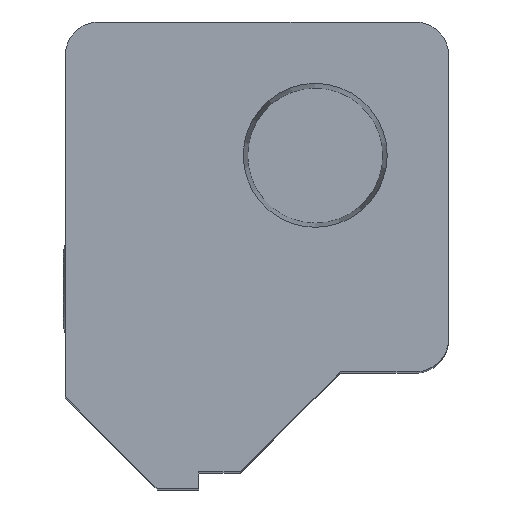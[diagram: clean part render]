
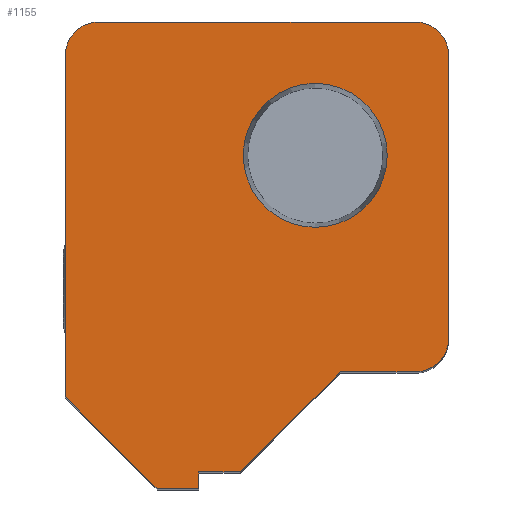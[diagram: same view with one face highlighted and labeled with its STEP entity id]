
A CAD part, top view. The second image highlights one B-rep face of the part: STEP entity #1155.
In plain terms, the highlighted planar face has unit normal (0, 0, 1).
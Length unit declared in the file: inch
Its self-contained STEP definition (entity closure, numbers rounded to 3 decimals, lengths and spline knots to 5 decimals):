
#53=FACE_BOUND('',#213,.T.);
#82=PLANE('',#1296);
#138=FACE_OUTER_BOUND('',#212,.T.);
#212=EDGE_LOOP('',(#945,#946,#947,#948,#949,#950,#951,#952,#953,#954,#955,
#956));
#213=EDGE_LOOP('',(#957,#958));
#252=LINE('',#1787,#326);
#259=LINE('',#1828,#333);
#262=LINE('',#1834,#336);
#265=LINE('',#1839,#339);
#269=LINE('',#1854,#343);
#279=LINE('',#1910,#353);
#283=LINE('',#1917,#357);
#285=LINE('',#1921,#359);
#289=LINE('',#1935,#363);
#326=VECTOR('',#1426,0.3937);
#333=VECTOR('',#1469,0.3937);
#336=VECTOR('',#1474,0.3937);
#339=VECTOR('',#1479,0.3937);
#343=VECTOR('',#1495,0.3937);
#353=VECTOR('',#1557,0.3937);
#357=VECTOR('',#1563,0.3937);
#359=VECTOR('',#1567,0.3937);
#363=VECTOR('',#1585,0.3937);
#412=CIRCLE('',#1249,0.125);
#423=CIRCLE('',#1270,0.27);
#424=CIRCLE('',#1271,0.27);
#433=CIRCLE('',#1289,0.125);
#435=CIRCLE('',#1292,0.125);
#486=VERTEX_POINT('',#1784);
#487=VERTEX_POINT('',#1786);
#499=VERTEX_POINT('',#1818);
#500=VERTEX_POINT('',#1819);
#503=VERTEX_POINT('',#1827);
#505=VERTEX_POINT('',#1833);
#510=VERTEX_POINT('',#1852);
#511=VERTEX_POINT('',#1853);
#520=VERTEX_POINT('',#1877);
#521=VERTEX_POINT('',#1878);
#530=VERTEX_POINT('',#1908);
#531=VERTEX_POINT('',#1909);
#534=VERTEX_POINT('',#1920);
#536=VERTEX_POINT('',#1929);
#611=EDGE_CURVE('',#486,#487,#252,.T.);
#626=EDGE_CURVE('',#499,#500,#412,.T.);
#630=EDGE_CURVE('',#487,#503,#259,.T.);
#633=EDGE_CURVE('',#503,#505,#262,.T.);
#636=EDGE_CURVE('',#505,#499,#265,.T.);
#643=EDGE_CURVE('',#510,#511,#269,.T.);
#654=EDGE_CURVE('',#520,#521,#423,.T.);
#655=EDGE_CURVE('',#521,#520,#424,.T.);
#669=EDGE_CURVE('',#530,#531,#279,.T.);
#673=EDGE_CURVE('',#531,#486,#283,.T.);
#675=EDGE_CURVE('',#500,#534,#285,.T.);
#678=EDGE_CURVE('',#534,#510,#433,.T.);
#680=EDGE_CURVE('',#511,#536,#435,.T.);
#683=EDGE_CURVE('',#536,#530,#289,.T.);
#945=ORIENTED_EDGE('',*,*,#669,.F.);
#946=ORIENTED_EDGE('',*,*,#683,.F.);
#947=ORIENTED_EDGE('',*,*,#680,.F.);
#948=ORIENTED_EDGE('',*,*,#643,.F.);
#949=ORIENTED_EDGE('',*,*,#678,.F.);
#950=ORIENTED_EDGE('',*,*,#675,.F.);
#951=ORIENTED_EDGE('',*,*,#626,.F.);
#952=ORIENTED_EDGE('',*,*,#636,.F.);
#953=ORIENTED_EDGE('',*,*,#633,.F.);
#954=ORIENTED_EDGE('',*,*,#630,.F.);
#955=ORIENTED_EDGE('',*,*,#611,.F.);
#956=ORIENTED_EDGE('',*,*,#673,.F.);
#957=ORIENTED_EDGE('',*,*,#654,.T.);
#958=ORIENTED_EDGE('',*,*,#655,.T.);
#1155=ADVANCED_FACE('',(#138,#53),#82,.T.);
#1249=AXIS2_PLACEMENT_3D('',#1820,#1461,#1462);
#1270=AXIS2_PLACEMENT_3D('',#1879,#1520,#1521);
#1271=AXIS2_PLACEMENT_3D('',#1880,#1522,#1523);
#1289=AXIS2_PLACEMENT_3D('',#1926,#1572,#1573);
#1292=AXIS2_PLACEMENT_3D('',#1930,#1578,#1579);
#1296=AXIS2_PLACEMENT_3D('',#1938,#1589,#1590);
#1426=DIRECTION('',(0.,-1.,0.));
#1461=DIRECTION('center_axis',(0.,0.,-1.));
#1462=DIRECTION('ref_axis',(0.,-1.,0.));
#1469=DIRECTION('',(-1.,0.,0.));
#1474=DIRECTION('',(-0.707,0.707,0.));
#1479=DIRECTION('',(0.,1.,0.));
#1495=DIRECTION('',(0.,-1.,0.));
#1520=DIRECTION('center_axis',(0.,0.,-1.));
#1521=DIRECTION('ref_axis',(0.,1.,0.));
#1522=DIRECTION('center_axis',(0.,0.,-1.));
#1523=DIRECTION('ref_axis',(0.,1.,0.));
#1557=DIRECTION('',(-0.707,-0.707,0.));
#1563=DIRECTION('',(-1.,0.,0.));
#1567=DIRECTION('',(1.,0.,0.));
#1572=DIRECTION('center_axis',(0.,0.,-1.));
#1573=DIRECTION('ref_axis',(1.,0.,0.));
#1578=DIRECTION('center_axis',(0.,0.,-1.));
#1579=DIRECTION('ref_axis',(0.,-1.,0.));
#1585=DIRECTION('',(-1.,0.,0.));
#1589=DIRECTION('center_axis',(0.,0.,1.));
#1590=DIRECTION('ref_axis',(1.,0.,0.));
#1784=CARTESIAN_POINT('',(-0.03125,-0.375,3.));
#1786=CARTESIAN_POINT('',(-0.03125,-0.4375,3.));
#1787=CARTESIAN_POINT('',(-0.03125,1.3125,3.));
#1818=CARTESIAN_POINT('',(-0.53125,1.1875,3.));
#1819=CARTESIAN_POINT('',(-0.40625,1.3125,3.));
#1820=CARTESIAN_POINT('Origin',(-0.40625,1.1875,3.));
#1827=CARTESIAN_POINT('',(-0.18725,-0.4375,3.));
#1828=CARTESIAN_POINT('',(-0.03125,-0.4375,3.));
#1833=CARTESIAN_POINT('',(-0.53125,-0.0935,3.));
#1834=CARTESIAN_POINT('',(-0.18725,-0.4375,3.));
#1839=CARTESIAN_POINT('',(-0.53125,-0.0935,3.));
#1852=CARTESIAN_POINT('',(0.90625,1.1875,3.));
#1853=CARTESIAN_POINT('',(0.90625,0.125,3.));
#1854=CARTESIAN_POINT('',(0.90625,0.125,3.));
#1877=CARTESIAN_POINT('',(0.40625,1.0825,3.));
#1878=CARTESIAN_POINT('',(0.40625,0.5425,3.));
#1879=CARTESIAN_POINT('Origin',(0.40625,0.8125,3.));
#1880=CARTESIAN_POINT('Origin',(0.40625,0.8125,3.));
#1908=CARTESIAN_POINT('',(0.5,0.,3.));
#1909=CARTESIAN_POINT('',(0.125,-0.375,3.));
#1910=CARTESIAN_POINT('',(0.125,-0.375,3.));
#1917=CARTESIAN_POINT('',(-0.03125,-0.375,3.));
#1920=CARTESIAN_POINT('',(0.78125,1.3125,3.));
#1921=CARTESIAN_POINT('',(0.78125,1.3125,3.));
#1926=CARTESIAN_POINT('Origin',(0.78125,1.1875,3.));
#1929=CARTESIAN_POINT('',(0.78125,0.,3.));
#1930=CARTESIAN_POINT('Origin',(0.78125,0.125,3.));
#1935=CARTESIAN_POINT('',(0.5,0.,3.));
#1938=CARTESIAN_POINT('Origin',(0.38705,0.53917,3.));
